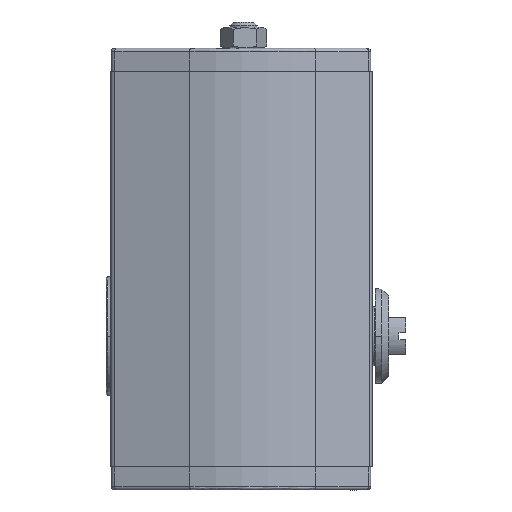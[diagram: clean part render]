
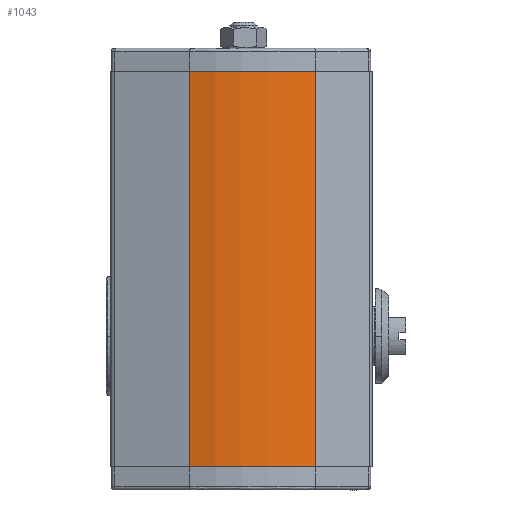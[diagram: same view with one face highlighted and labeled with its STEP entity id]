
A CAD part, front view. The second image highlights one B-rep face of the part: STEP entity #1043.
In plain terms, the highlighted cylindrical face has radius 94.5 mm (diameter 189 mm), a partial arc.
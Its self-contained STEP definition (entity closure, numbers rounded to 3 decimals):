
#492 = CIRCLE ( 'NONE', #9402, 94.5 ) ;
#750 = CARTESIAN_POINT ( 'NONE',  ( 42.538, -55.942, -13.7 ) ) ;
#902 = ORIENTED_EDGE ( 'NONE', *, *, #12556, .T. ) ;
#1043 = ADVANCED_FACE ( 'NONE', ( #10424 ), #9556, .T. ) ;
#1626 = EDGE_LOOP ( 'NONE', ( #9348, #902, #15542, #4011 ) ) ;
#2096 = EDGE_CURVE ( 'NONE', #16017, #7830, #11208, .T. ) ;
#2377 = CARTESIAN_POINT ( 'NONE',  ( 42.538, -55.942, -13.7 ) ) ;
#3553 = CARTESIAN_POINT ( 'NONE',  ( -31.926, -66.62, -13.7 ) ) ;
#3575 = VERTEX_POINT ( 'NONE', #15342 ) ;
#3835 = LINE ( 'NONE', #3553, #14381 ) ;
#4011 = ORIENTED_EDGE ( 'NONE', *, *, #2096, .F. ) ;
#4729 = VERTEX_POINT ( 'NONE', #16309 ) ;
#4914 = DIRECTION ( 'NONE',  ( 0., 0., -1. ) ) ;
#4940 = DIRECTION ( 'NONE',  ( 0., 0., 1. ) ) ;
#5407 = AXIS2_PLACEMENT_3D ( 'NONE', #10287, #4940, #9015 ) ;
#6580 = CARTESIAN_POINT ( 'NONE',  ( -7., 24.533, -13.7 ) ) ;
#6993 = DIRECTION ( 'NONE',  ( -1., 0., 0. ) ) ;
#7573 = VECTOR ( 'NONE', #4914, 1000. ) ;
#7830 = VERTEX_POINT ( 'NONE', #12268 ) ;
#8405 = EDGE_CURVE ( 'NONE', #3575, #7830, #10433, .T. ) ;
#9015 = DIRECTION ( 'NONE',  ( -1., 0., 0. ) ) ;
#9170 = EDGE_CURVE ( 'NONE', #4729, #16017, #492, .T. ) ;
#9348 = ORIENTED_EDGE ( 'NONE', *, *, #9170, .F. ) ;
#9402 = AXIS2_PLACEMENT_3D ( 'NONE', #6580, #15993, #13486 ) ;
#9556 = CYLINDRICAL_SURFACE ( 'NONE', #16476, 94.5 ) ;
#10287 = CARTESIAN_POINT ( 'NONE',  ( -7., 24.533, -246.7 ) ) ;
#10424 = FACE_OUTER_BOUND ( 'NONE', #1626, .T. ) ;
#10433 = CIRCLE ( 'NONE', #5407, 94.5 ) ;
#11208 = LINE ( 'NONE', #750, #7573 ) ;
#11816 = DIRECTION ( 'NONE',  ( 0., 0., -1. ) ) ;
#12268 = CARTESIAN_POINT ( 'NONE',  ( 42.538, -55.942, -246.7 ) ) ;
#12556 = EDGE_CURVE ( 'NONE', #4729, #3575, #3835, .T. ) ;
#13486 = DIRECTION ( 'NONE',  ( -1., 0., 0. ) ) ;
#14381 = VECTOR ( 'NONE', #11816, 1000. ) ;
#15190 = DIRECTION ( 'NONE',  ( 0., 0., -1. ) ) ;
#15342 = CARTESIAN_POINT ( 'NONE',  ( -31.926, -66.62, -246.7 ) ) ;
#15542 = ORIENTED_EDGE ( 'NONE', *, *, #8405, .T. ) ;
#15993 = DIRECTION ( 'NONE',  ( 0., 0., 1. ) ) ;
#16017 = VERTEX_POINT ( 'NONE', #2377 ) ;
#16309 = CARTESIAN_POINT ( 'NONE',  ( -31.926, -66.62, -13.7 ) ) ;
#16476 = AXIS2_PLACEMENT_3D ( 'NONE', #16500, #15190, #6993 ) ;
#16500 = CARTESIAN_POINT ( 'NONE',  ( -7., 24.533, -13.7 ) ) ;
